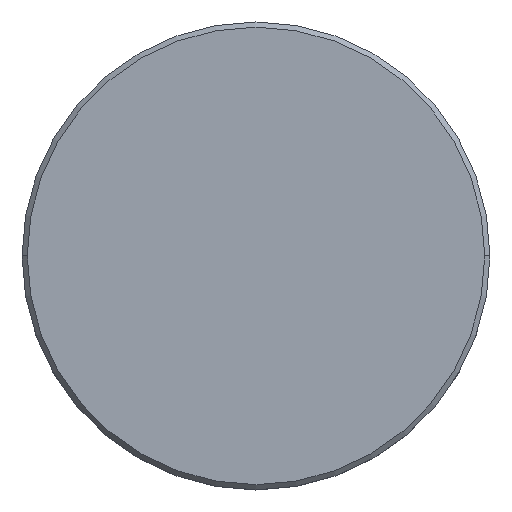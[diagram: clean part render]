
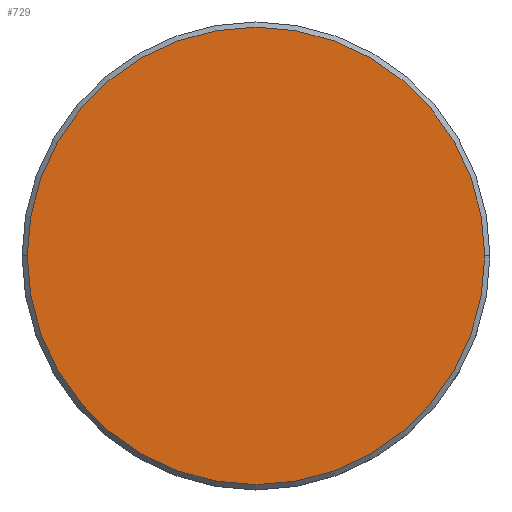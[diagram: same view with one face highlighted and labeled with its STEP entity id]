
A CAD part, top view. The second image highlights one B-rep face of the part: STEP entity #729.
In plain terms, the highlighted planar face has unit normal (0, 0, 1).
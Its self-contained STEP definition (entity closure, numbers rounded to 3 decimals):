
#73 = CARTESIAN_POINT ( 'NONE',  ( 0., 0., 0. ) ) ;
#99 = VERTEX_POINT ( 'NONE', #1182 ) ;
#141 = CARTESIAN_POINT ( 'NONE',  ( 0., 0., 0. ) ) ;
#170 = VERTEX_POINT ( 'NONE', #199 ) ;
#199 = CARTESIAN_POINT ( 'NONE',  ( 22., 0., 0. ) ) ;
#245 = PLANE ( 'NONE',  #395 ) ;
#251 = DIRECTION ( 'NONE',  ( 0., 0., 1. ) ) ;
#395 = AXIS2_PLACEMENT_3D ( 'NONE', #1045, #251, #768 ) ;
#427 = ORIENTED_EDGE ( 'NONE', *, *, #928, .T. ) ;
#435 = CIRCLE ( 'NONE', #554, 22. ) ;
#505 = DIRECTION ( 'NONE',  ( 1., 0., 0. ) ) ;
#554 = AXIS2_PLACEMENT_3D ( 'NONE', #141, #772, #505 ) ;
#625 = DIRECTION ( 'NONE',  ( 0., 0., 1. ) ) ;
#692 = FACE_OUTER_BOUND ( 'NONE', #805, .T. ) ;
#724 = DIRECTION ( 'NONE',  ( 1., 0., 0. ) ) ;
#729 = ADVANCED_FACE ( 'NONE', ( #692 ), #245, .T. ) ;
#768 = DIRECTION ( 'NONE',  ( 1., 0., 0. ) ) ;
#772 = DIRECTION ( 'NONE',  ( 0., 0., 1. ) ) ;
#805 = EDGE_LOOP ( 'NONE', ( #427, #1040 ) ) ;
#849 = EDGE_CURVE ( 'NONE', #170, #99, #435, .T. ) ;
#928 = EDGE_CURVE ( 'NONE', #99, #170, #1026, .T. ) ;
#1026 = CIRCLE ( 'NONE', #1183, 22. ) ;
#1040 = ORIENTED_EDGE ( 'NONE', *, *, #849, .T. ) ;
#1045 = CARTESIAN_POINT ( 'NONE',  ( 0., 0., 0. ) ) ;
#1182 = CARTESIAN_POINT ( 'NONE',  ( -22., 0., 0. ) ) ;
#1183 = AXIS2_PLACEMENT_3D ( 'NONE', #73, #625, #724 ) ;
